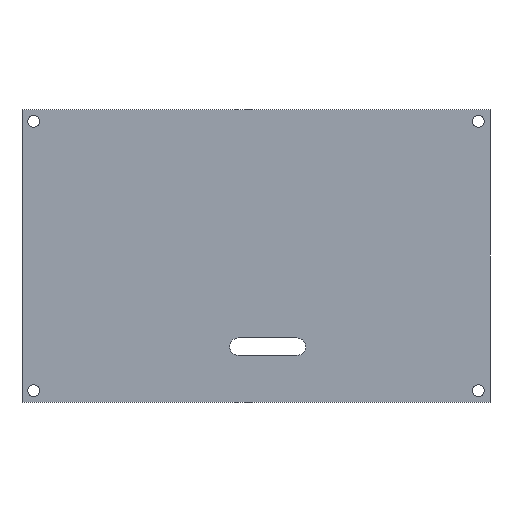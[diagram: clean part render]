
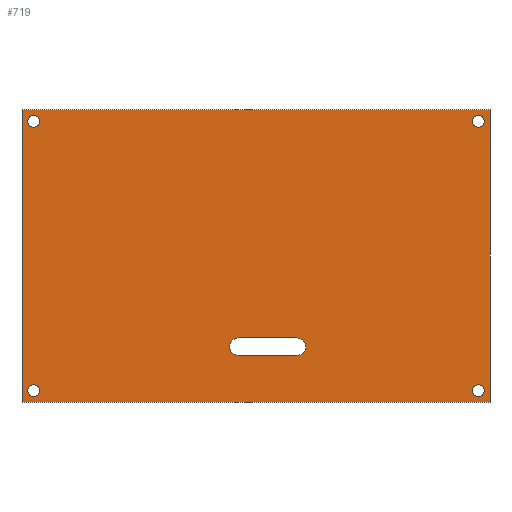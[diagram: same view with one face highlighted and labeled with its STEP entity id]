
A CAD part, front view. The second image highlights one B-rep face of the part: STEP entity #719.
In plain terms, the highlighted planar face has unit normal (0, -1, 0).
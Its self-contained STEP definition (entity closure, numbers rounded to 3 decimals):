
#1 = CIRCLE ( 'NONE', #879, 1. ) ;
#6 = CARTESIAN_POINT ( 'NONE',  ( 0., 0., 0. ) ) ;
#8 = CARTESIAN_POINT ( 'NONE',  ( 7., 0., -17. ) ) ;
#12 = CARTESIAN_POINT ( 'NONE',  ( 38., 0., -23. ) ) ;
#15 = DIRECTION ( 'NONE',  ( 0., 0., 1. ) ) ;
#24 = VERTEX_POINT ( 'NONE', #948 ) ;
#28 = EDGE_CURVE ( 'NONE', #514, #550, #276, .T. ) ;
#39 = EDGE_LOOP ( 'NONE', ( #509, #740 ) ) ;
#50 = VECTOR ( 'NONE', #907, 1000. ) ;
#60 = LINE ( 'NONE', #590, #798 ) ;
#61 = AXIS2_PLACEMENT_3D ( 'NONE', #560, #935, #351 ) ;
#67 = DIRECTION ( 'NONE',  ( 0., 1., 0. ) ) ;
#80 = ORIENTED_EDGE ( 'NONE', *, *, #500, .T. ) ;
#91 = CIRCLE ( 'NONE', #638, 1. ) ;
#94 = FACE_BOUND ( 'NONE', #180, .T. ) ;
#101 = ORIENTED_EDGE ( 'NONE', *, *, #503, .F. ) ;
#107 = CIRCLE ( 'NONE', #876, 1.5 ) ;
#113 = CIRCLE ( 'NONE', #162, 1. ) ;
#120 = LINE ( 'NONE', #790, #483 ) ;
#125 = VECTOR ( 'NONE', #423, 1000. ) ;
#131 = LINE ( 'NONE', #267, #349 ) ;
#132 = DIRECTION ( 'NONE',  ( 0., 0., 1. ) ) ;
#143 = DIRECTION ( 'NONE',  ( 0., 0., 1. ) ) ;
#147 = CARTESIAN_POINT ( 'NONE',  ( -38., 0., -23. ) ) ;
#152 = LINE ( 'NONE', #971, #50 ) ;
#161 = DIRECTION ( 'NONE',  ( 0., 1., 0. ) ) ;
#162 = AXIS2_PLACEMENT_3D ( 'NONE', #147, #448, #966 ) ;
#167 = CARTESIAN_POINT ( 'NONE',  ( 40., 0., 25. ) ) ;
#169 = EDGE_LOOP ( 'NONE', ( #241, #395 ) ) ;
#175 = VERTEX_POINT ( 'NONE', #676 ) ;
#180 = EDGE_LOOP ( 'NONE', ( #370, #788, #617, #711 ) ) ;
#185 = ORIENTED_EDGE ( 'NONE', *, *, #941, .F. ) ;
#194 = DIRECTION ( 'NONE',  ( -1., 0., 0. ) ) ;
#201 = ORIENTED_EDGE ( 'NONE', *, *, #381, .T. ) ;
#203 = CARTESIAN_POINT ( 'NONE',  ( 38., 0., 23. ) ) ;
#222 = VERTEX_POINT ( 'NONE', #8 ) ;
#223 = CARTESIAN_POINT ( 'NONE',  ( -38., 0., -24. ) ) ;
#228 = EDGE_CURVE ( 'NONE', #297, #464, #457, .T. ) ;
#234 = CARTESIAN_POINT ( 'NONE',  ( 38., 0., 23. ) ) ;
#236 = DIRECTION ( 'NONE',  ( 0., 0., 1. ) ) ;
#239 = DIRECTION ( 'NONE',  ( 0., 1., 0. ) ) ;
#241 = ORIENTED_EDGE ( 'NONE', *, *, #243, .T. ) ;
#242 = FACE_BOUND ( 'NONE', #934, .T. ) ;
#243 = EDGE_CURVE ( 'NONE', #175, #563, #827, .T. ) ;
#247 = FACE_OUTER_BOUND ( 'NONE', #687, .T. ) ;
#257 = EDGE_CURVE ( 'NONE', #287, #222, #107, .T. ) ;
#265 = VERTEX_POINT ( 'NONE', #848 ) ;
#267 = CARTESIAN_POINT ( 'NONE',  ( 40., 0., 25. ) ) ;
#272 = DIRECTION ( 'NONE',  ( 1., 0., 0. ) ) ;
#276 = CIRCLE ( 'NONE', #525, 1. ) ;
#287 = VERTEX_POINT ( 'NONE', #394 ) ;
#293 = CIRCLE ( 'NONE', #539, 1. ) ;
#297 = VERTEX_POINT ( 'NONE', #479 ) ;
#302 = CARTESIAN_POINT ( 'NONE',  ( 40., 0., -25. ) ) ;
#306 = DIRECTION ( 'NONE',  ( 0., 1., 0. ) ) ;
#310 = DIRECTION ( 'NONE',  ( 0., 0., 1. ) ) ;
#311 = CARTESIAN_POINT ( 'NONE',  ( 7., 0., -15.5 ) ) ;
#312 = ORIENTED_EDGE ( 'NONE', *, *, #728, .T. ) ;
#343 = DIRECTION ( 'NONE',  ( 0., 1., 0. ) ) ;
#348 = AXIS2_PLACEMENT_3D ( 'NONE', #527, #161, #236 ) ;
#349 = VECTOR ( 'NONE', #272, 1000. ) ;
#351 = DIRECTION ( 'NONE',  ( 0., 0., 1. ) ) ;
#365 = EDGE_CURVE ( 'NONE', #222, #660, #120, .T. ) ;
#370 = ORIENTED_EDGE ( 'NONE', *, *, #634, .T. ) ;
#381 = EDGE_CURVE ( 'NONE', #613, #568, #906, .T. ) ;
#394 = CARTESIAN_POINT ( 'NONE',  ( 7., 0., -14. ) ) ;
#395 = ORIENTED_EDGE ( 'NONE', *, *, #424, .T. ) ;
#418 = VERTEX_POINT ( 'NONE', #875 ) ;
#423 = DIRECTION ( 'NONE',  ( 0., 0., -1. ) ) ;
#424 = EDGE_CURVE ( 'NONE', #563, #175, #91, .T. ) ;
#447 = CARTESIAN_POINT ( 'NONE',  ( 38., 0., 22. ) ) ;
#448 = DIRECTION ( 'NONE',  ( 0., 1., 0. ) ) ;
#449 = CARTESIAN_POINT ( 'NONE',  ( -3., 0., -17. ) ) ;
#457 = LINE ( 'NONE', #302, #845 ) ;
#460 = EDGE_CURVE ( 'NONE', #464, #265, #60, .T. ) ;
#464 = VERTEX_POINT ( 'NONE', #951 ) ;
#475 = VERTEX_POINT ( 'NONE', #818 ) ;
#479 = CARTESIAN_POINT ( 'NONE',  ( 40., 0., -25. ) ) ;
#483 = VECTOR ( 'NONE', #194, 1000. ) ;
#486 = AXIS2_PLACEMENT_3D ( 'NONE', #12, #541, #310 ) ;
#498 = DIRECTION ( 'NONE',  ( 0., 1., 0. ) ) ;
#500 = EDGE_CURVE ( 'NONE', #568, #613, #293, .T. ) ;
#503 = EDGE_CURVE ( 'NONE', #760, #297, #965, .T. ) ;
#509 = ORIENTED_EDGE ( 'NONE', *, *, #958, .T. ) ;
#511 = CIRCLE ( 'NONE', #348, 1.5 ) ;
#514 = VERTEX_POINT ( 'NONE', #223 ) ;
#525 = AXIS2_PLACEMENT_3D ( 'NONE', #578, #888, #583 ) ;
#526 = AXIS2_PLACEMENT_3D ( 'NONE', #234, #756, #15 ) ;
#527 = CARTESIAN_POINT ( 'NONE',  ( -3., 0., -15.5 ) ) ;
#539 = AXIS2_PLACEMENT_3D ( 'NONE', #891, #67, #132 ) ;
#541 = DIRECTION ( 'NONE',  ( 0., 1., 0. ) ) ;
#546 = CIRCLE ( 'NONE', #486, 1. ) ;
#550 = VERTEX_POINT ( 'NONE', #721 ) ;
#560 = CARTESIAN_POINT ( 'NONE',  ( -38., 0., 23. ) ) ;
#563 = VERTEX_POINT ( 'NONE', #447 ) ;
#567 = CARTESIAN_POINT ( 'NONE',  ( 38., 0., -23. ) ) ;
#568 = VERTEX_POINT ( 'NONE', #822 ) ;
#578 = CARTESIAN_POINT ( 'NONE',  ( -38., 0., -23. ) ) ;
#583 = DIRECTION ( 'NONE',  ( 0., 0., 1. ) ) ;
#590 = CARTESIAN_POINT ( 'NONE',  ( -40., 0., 25. ) ) ;
#601 = EDGE_CURVE ( 'NONE', #660, #418, #511, .T. ) ;
#613 = VERTEX_POINT ( 'NONE', #679 ) ;
#617 = ORIENTED_EDGE ( 'NONE', *, *, #365, .T. ) ;
#623 = FACE_BOUND ( 'NONE', #834, .T. ) ;
#634 = EDGE_CURVE ( 'NONE', #418, #287, #152, .T. ) ;
#638 = AXIS2_PLACEMENT_3D ( 'NONE', #203, #498, #772 ) ;
#639 = ORIENTED_EDGE ( 'NONE', *, *, #228, .F. ) ;
#653 = CARTESIAN_POINT ( 'NONE',  ( 40., 0., 25. ) ) ;
#660 = VERTEX_POINT ( 'NONE', #449 ) ;
#676 = CARTESIAN_POINT ( 'NONE',  ( 38., 0., 24. ) ) ;
#679 = CARTESIAN_POINT ( 'NONE',  ( -38., 0., 22. ) ) ;
#687 = EDGE_LOOP ( 'NONE', ( #920, #639, #101, #185 ) ) ;
#711 = ORIENTED_EDGE ( 'NONE', *, *, #601, .T. ) ;
#719 = ADVANCED_FACE ( 'NONE', ( #94, #914, #242, #918, #623, #247 ), #743, .F. ) ;
#721 = CARTESIAN_POINT ( 'NONE',  ( -38., 0., -22. ) ) ;
#728 = EDGE_CURVE ( 'NONE', #24, #475, #546, .T. ) ;
#740 = ORIENTED_EDGE ( 'NONE', *, *, #28, .T. ) ;
#743 = PLANE ( 'NONE',  #865 ) ;
#756 = DIRECTION ( 'NONE',  ( 0., 1., 0. ) ) ;
#760 = VERTEX_POINT ( 'NONE', #167 ) ;
#763 = DIRECTION ( 'NONE',  ( 0., 0., 1. ) ) ;
#772 = DIRECTION ( 'NONE',  ( 0., 0., 1. ) ) ;
#776 = ORIENTED_EDGE ( 'NONE', *, *, #821, .T. ) ;
#788 = ORIENTED_EDGE ( 'NONE', *, *, #257, .T. ) ;
#790 = CARTESIAN_POINT ( 'NONE',  ( -3., 0., -17. ) ) ;
#798 = VECTOR ( 'NONE', #143, 1000. ) ;
#818 = CARTESIAN_POINT ( 'NONE',  ( 38., 0., -22. ) ) ;
#821 = EDGE_CURVE ( 'NONE', #475, #24, #1, .T. ) ;
#822 = CARTESIAN_POINT ( 'NONE',  ( -38., 0., 24. ) ) ;
#827 = CIRCLE ( 'NONE', #526, 1. ) ;
#834 = EDGE_LOOP ( 'NONE', ( #80, #201 ) ) ;
#845 = VECTOR ( 'NONE', #899, 1000. ) ;
#848 = CARTESIAN_POINT ( 'NONE',  ( -40., 0., 25. ) ) ;
#865 = AXIS2_PLACEMENT_3D ( 'NONE', #6, #306, #925 ) ;
#875 = CARTESIAN_POINT ( 'NONE',  ( -3., 0., -14. ) ) ;
#876 = AXIS2_PLACEMENT_3D ( 'NONE', #311, #239, #763 ) ;
#879 = AXIS2_PLACEMENT_3D ( 'NONE', #567, #343, #943 ) ;
#888 = DIRECTION ( 'NONE',  ( 0., 1., 0. ) ) ;
#891 = CARTESIAN_POINT ( 'NONE',  ( -38., 0., 23. ) ) ;
#899 = DIRECTION ( 'NONE',  ( -1., 0., 0. ) ) ;
#906 = CIRCLE ( 'NONE', #61, 1. ) ;
#907 = DIRECTION ( 'NONE',  ( 1., 0., 0. ) ) ;
#914 = FACE_BOUND ( 'NONE', #169, .T. ) ;
#918 = FACE_BOUND ( 'NONE', #39, .T. ) ;
#920 = ORIENTED_EDGE ( 'NONE', *, *, #460, .F. ) ;
#925 = DIRECTION ( 'NONE',  ( 0., 0., 1. ) ) ;
#934 = EDGE_LOOP ( 'NONE', ( #776, #312 ) ) ;
#935 = DIRECTION ( 'NONE',  ( 0., 1., 0. ) ) ;
#941 = EDGE_CURVE ( 'NONE', #265, #760, #131, .T. ) ;
#943 = DIRECTION ( 'NONE',  ( 0., 0., 1. ) ) ;
#948 = CARTESIAN_POINT ( 'NONE',  ( 38., 0., -24. ) ) ;
#951 = CARTESIAN_POINT ( 'NONE',  ( -40., 0., -25. ) ) ;
#958 = EDGE_CURVE ( 'NONE', #550, #514, #113, .T. ) ;
#965 = LINE ( 'NONE', #653, #125 ) ;
#966 = DIRECTION ( 'NONE',  ( 0., 0., 1. ) ) ;
#971 = CARTESIAN_POINT ( 'NONE',  ( -3., 0., -14. ) ) ;
